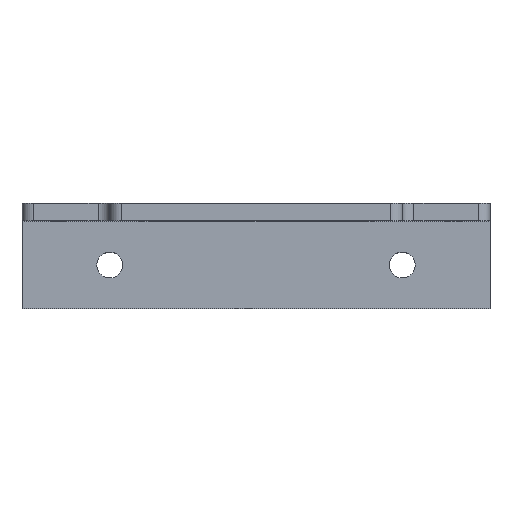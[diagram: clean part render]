
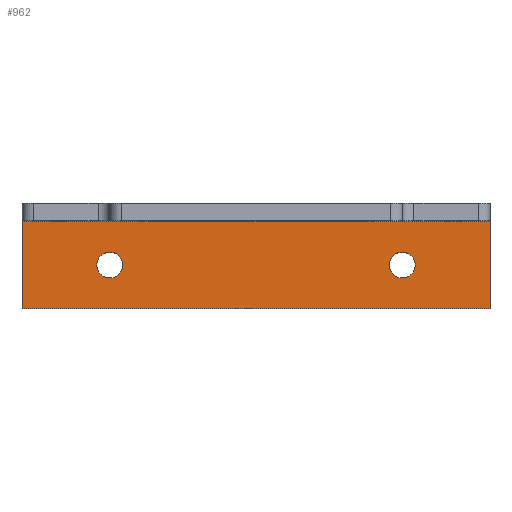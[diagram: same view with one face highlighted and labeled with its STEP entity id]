
A CAD part, top view. The second image highlights one B-rep face of the part: STEP entity #962.
In plain terms, the highlighted planar face has unit normal (0, 0, 1).
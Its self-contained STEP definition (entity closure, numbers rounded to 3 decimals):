
#31 = CARTESIAN_POINT ( 'NONE',  ( -40., -3., -32.5 ) ) ;
#39 = DIRECTION ( 'NONE',  ( 0., 0., -1. ) ) ;
#44 = VERTEX_POINT ( 'NONE', #168 ) ;
#70 = ORIENTED_EDGE ( 'NONE', *, *, #576, .F. ) ;
#74 = EDGE_CURVE ( 'NONE', #462, #1339, #1039, .T. ) ;
#85 = CARTESIAN_POINT ( 'NONE',  ( -27.2, -10.5, -32.5 ) ) ;
#89 = EDGE_CURVE ( 'NONE', #1153, #1281, #884, .T. ) ;
#112 = EDGE_LOOP ( 'NONE', ( #1100, #924 ) ) ;
#123 = EDGE_CURVE ( 'NONE', #1281, #1153, #128, .T. ) ;
#128 = CIRCLE ( 'NONE', #199, 2.2 ) ;
#131 = VERTEX_POINT ( 'NONE', #85 ) ;
#165 = DIRECTION ( 'NONE',  ( 1., 0., 0. ) ) ;
#168 = CARTESIAN_POINT ( 'NONE',  ( 40., -18., -32.5 ) ) ;
#199 = AXIS2_PLACEMENT_3D ( 'NONE', #416, #880, #1309 ) ;
#216 = EDGE_CURVE ( 'NONE', #1123, #1339, #316, .T. ) ;
#246 = FACE_BOUND ( 'NONE', #112, .T. ) ;
#275 = ORIENTED_EDGE ( 'NONE', *, *, #74, .T. ) ;
#278 = AXIS2_PLACEMENT_3D ( 'NONE', #1250, #476, #1149 ) ;
#292 = CARTESIAN_POINT ( 'NONE',  ( -25., -10.5, -32.5 ) ) ;
#309 = LINE ( 'NONE', #556, #1428 ) ;
#316 = LINE ( 'NONE', #760, #791 ) ;
#345 = VECTOR ( 'NONE', #1358, 1000. ) ;
#416 = CARTESIAN_POINT ( 'NONE',  ( 25., -10.5, -32.5 ) ) ;
#417 = CARTESIAN_POINT ( 'NONE',  ( 40., -3., -32.5 ) ) ;
#462 = VERTEX_POINT ( 'NONE', #417 ) ;
#469 = CIRCLE ( 'NONE', #537, 2.2 ) ;
#476 = DIRECTION ( 'NONE',  ( 0., 0., 1. ) ) ;
#492 = AXIS2_PLACEMENT_3D ( 'NONE', #1364, #39, #719 ) ;
#519 = VECTOR ( 'NONE', #1188, 1000. ) ;
#520 = DIRECTION ( 'NONE',  ( 0., 0., 1. ) ) ;
#527 = CARTESIAN_POINT ( 'NONE',  ( -40., -18., -32.5 ) ) ;
#537 = AXIS2_PLACEMENT_3D ( 'NONE', #292, #971, #165 ) ;
#541 = DIRECTION ( 'NONE',  ( 1., 0., 0. ) ) ;
#556 = CARTESIAN_POINT ( 'NONE',  ( -40., -18., -32.5 ) ) ;
#569 = EDGE_LOOP ( 'NONE', ( #70, #1254 ) ) ;
#576 = EDGE_CURVE ( 'NONE', #940, #131, #668, .T. ) ;
#603 = FACE_BOUND ( 'NONE', #569, .T. ) ;
#629 = AXIS2_PLACEMENT_3D ( 'NONE', #638, #520, #541 ) ;
#638 = CARTESIAN_POINT ( 'NONE',  ( 25., -10.5, -32.5 ) ) ;
#642 = EDGE_LOOP ( 'NONE', ( #275, #1066, #1030, #699 ) ) ;
#668 = CIRCLE ( 'NONE', #278, 2.2 ) ;
#699 = ORIENTED_EDGE ( 'NONE', *, *, #1405, .T. ) ;
#703 = FACE_OUTER_BOUND ( 'NONE', #642, .T. ) ;
#719 = DIRECTION ( 'NONE',  ( -1., 0., 0. ) ) ;
#725 = EDGE_CURVE ( 'NONE', #131, #940, #469, .T. ) ;
#760 = CARTESIAN_POINT ( 'NONE',  ( -40., -18., -32.5 ) ) ;
#791 = VECTOR ( 'NONE', #1200, 1000. ) ;
#880 = DIRECTION ( 'NONE',  ( 0., 0., 1. ) ) ;
#884 = CIRCLE ( 'NONE', #629, 2.2 ) ;
#924 = ORIENTED_EDGE ( 'NONE', *, *, #89, .F. ) ;
#940 = VERTEX_POINT ( 'NONE', #1244 ) ;
#960 = LINE ( 'NONE', #1083, #519 ) ;
#962 = ADVANCED_FACE ( 'NONE', ( #603, #246, #703 ), #1151, .F. ) ;
#971 = DIRECTION ( 'NONE',  ( 0., 0., 1. ) ) ;
#1030 = ORIENTED_EDGE ( 'NONE', *, *, #1430, .F. ) ;
#1039 = LINE ( 'NONE', #31, #345 ) ;
#1056 = CARTESIAN_POINT ( 'NONE',  ( -40., -3., -32.5 ) ) ;
#1066 = ORIENTED_EDGE ( 'NONE', *, *, #216, .F. ) ;
#1083 = CARTESIAN_POINT ( 'NONE',  ( 40., -18., -32.5 ) ) ;
#1100 = ORIENTED_EDGE ( 'NONE', *, *, #123, .F. ) ;
#1106 = DIRECTION ( 'NONE',  ( -1., 0., 0. ) ) ;
#1123 = VERTEX_POINT ( 'NONE', #527 ) ;
#1149 = DIRECTION ( 'NONE',  ( 1., 0., 0. ) ) ;
#1151 = PLANE ( 'NONE',  #492 ) ;
#1153 = VERTEX_POINT ( 'NONE', #1356 ) ;
#1188 = DIRECTION ( 'NONE',  ( 0., 1., 0. ) ) ;
#1200 = DIRECTION ( 'NONE',  ( 0., 1., 0. ) ) ;
#1244 = CARTESIAN_POINT ( 'NONE',  ( -22.8, -10.5, -32.5 ) ) ;
#1250 = CARTESIAN_POINT ( 'NONE',  ( -25., -10.5, -32.5 ) ) ;
#1254 = ORIENTED_EDGE ( 'NONE', *, *, #725, .F. ) ;
#1258 = CARTESIAN_POINT ( 'NONE',  ( 27.2, -10.5, -32.5 ) ) ;
#1281 = VERTEX_POINT ( 'NONE', #1258 ) ;
#1309 = DIRECTION ( 'NONE',  ( 1., 0., 0. ) ) ;
#1339 = VERTEX_POINT ( 'NONE', #1056 ) ;
#1356 = CARTESIAN_POINT ( 'NONE',  ( 22.8, -10.5, -32.5 ) ) ;
#1358 = DIRECTION ( 'NONE',  ( -1., 0., 0. ) ) ;
#1364 = CARTESIAN_POINT ( 'NONE',  ( -40., -18., -32.5 ) ) ;
#1405 = EDGE_CURVE ( 'NONE', #44, #462, #960, .T. ) ;
#1428 = VECTOR ( 'NONE', #1106, 1000. ) ;
#1430 = EDGE_CURVE ( 'NONE', #44, #1123, #309, .T. ) ;
